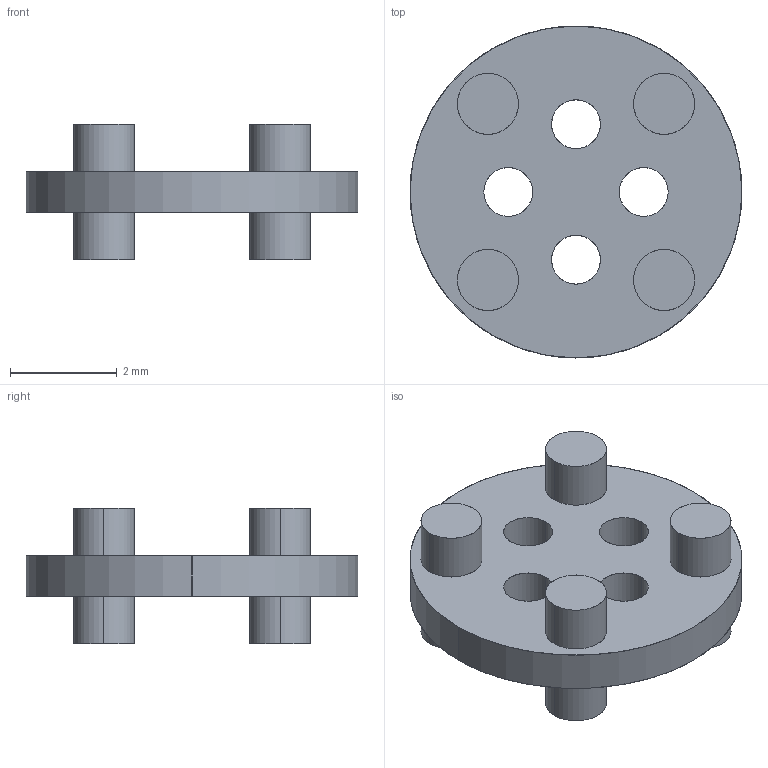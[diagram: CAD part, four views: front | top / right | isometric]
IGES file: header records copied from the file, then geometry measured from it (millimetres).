
Start section: SolidWorks IGES file using analytic representation for surfaces
Global section: file name: 102-100.IGS; native system: SolidWorks 2016; preprocessor: SolidWorks 2016; author: rcorrea; date: 160902.112836; units: inch
Bounding box: 6.22 x 6.22 x 2.54 mm (x, y, z)
Surface area: 104.8 mm2 (no closed solid volume)
Topology: 0 solids, 0 shells, 36 faces, 552 edges, 552 vertices
Faces by surface type: revolution 26, bspline 10
